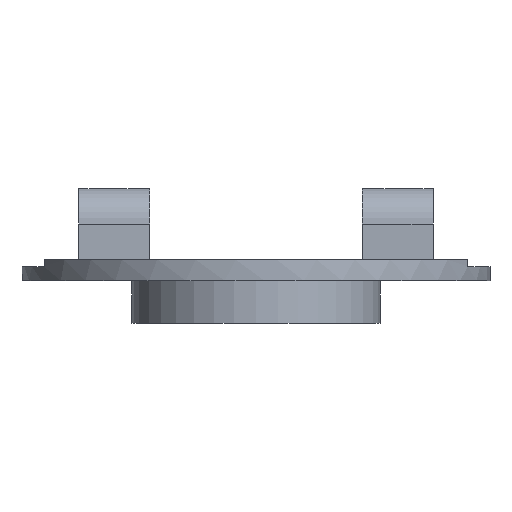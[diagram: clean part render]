
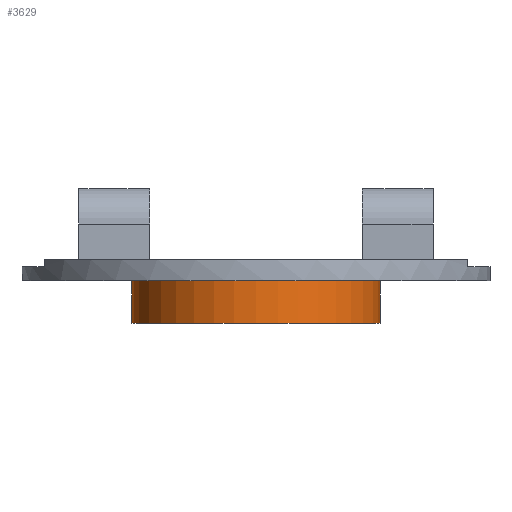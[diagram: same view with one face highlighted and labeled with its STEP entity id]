
A CAD part, front view. The second image highlights one B-rep face of the part: STEP entity #3629.
In plain terms, the highlighted cylindrical face has radius 14 mm (diameter 28 mm), a full revolution.
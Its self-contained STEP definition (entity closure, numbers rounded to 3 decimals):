
#60=FACE_BOUND('',#520,.T.);
#267=FACE_OUTER_BOUND('',#519,.T.);
#519=EDGE_LOOP('',(#2972));
#520=EDGE_LOOP('',(#2973));
#1268=CIRCLE('',#3966,14.);
#1305=CIRCLE('',#4078,14.);
#1653=VERTEX_POINT('',#6136);
#1695=VERTEX_POINT('',#6341);
#2073=EDGE_CURVE('',#1653,#1653,#1268,.T.);
#2161=EDGE_CURVE('',#1695,#1695,#1305,.T.);
#2972=ORIENTED_EDGE('',*,*,#2161,.T.);
#2973=ORIENTED_EDGE('',*,*,#2073,.F.);
#3423=CYLINDRICAL_SURFACE('',#4077,14.);
#3629=ADVANCED_FACE('',(#267,#60),#3423,.T.);
#3966=AXIS2_PLACEMENT_3D('',#6137,#4855,#4856);
#4077=AXIS2_PLACEMENT_3D('',#6340,#5128,#5129);
#4078=AXIS2_PLACEMENT_3D('',#6342,#5130,#5131);
#4855=DIRECTION('center_axis',(0.,0.,1.));
#4856=DIRECTION('ref_axis',(1.,0.,0.));
#5128=DIRECTION('center_axis',(0.,0.,1.));
#5129=DIRECTION('ref_axis',(1.,0.,0.));
#5130=DIRECTION('center_axis',(0.,0.,1.));
#5131=DIRECTION('ref_axis',(1.,0.,0.));
#6136=CARTESIAN_POINT('',(14.,0.,-0.8));
#6137=CARTESIAN_POINT('Origin',(0.,0.,-0.8));
#6340=CARTESIAN_POINT('Origin',(0.,0.,-5.6));
#6341=CARTESIAN_POINT('',(14.,0.,-5.6));
#6342=CARTESIAN_POINT('Origin',(0.,0.,-5.6));
